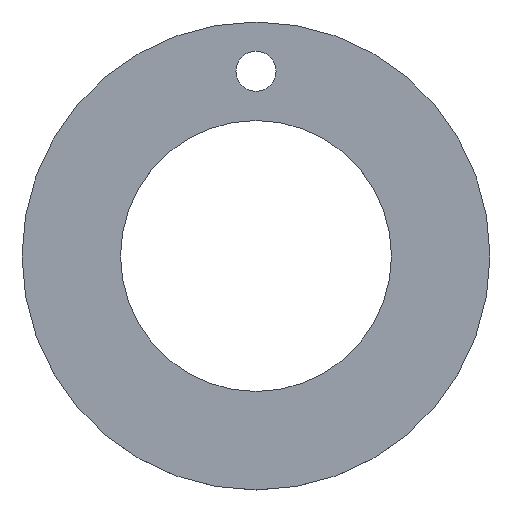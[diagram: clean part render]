
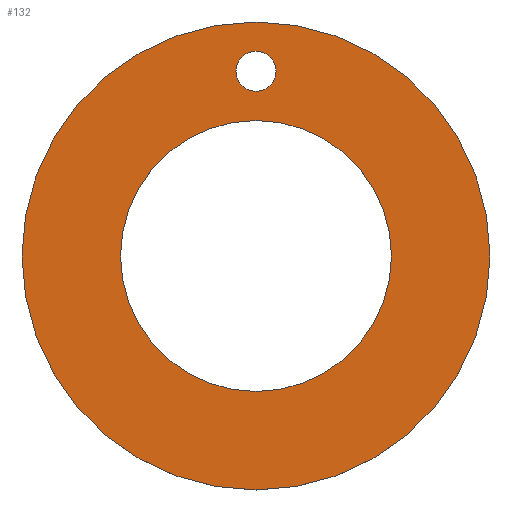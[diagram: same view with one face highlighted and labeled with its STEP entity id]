
A CAD part, top view. The second image highlights one B-rep face of the part: STEP entity #132.
In plain terms, the highlighted planar face has unit normal (0, 0, 1).
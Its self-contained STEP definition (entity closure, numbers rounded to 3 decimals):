
#1=CARTESIAN_POINT('',(0.,0.,0.));
#2=DIRECTION('',(0.,0.,-1.));
#3=DIRECTION('',(-1.,0.,0.));
#4=AXIS2_PLACEMENT_3D('',#1,#2,#3);
#6=CARTESIAN_POINT('',(0.,0.,0.));
#7=DIRECTION('',(0.,0.,-1.));
#8=DIRECTION('',(1.,0.,0.));
#9=AXIS2_PLACEMENT_3D('',#6,#7,#8);
#11=CARTESIAN_POINT('',(0.,0.,0.));
#12=DIRECTION('',(0.,0.,1.));
#13=DIRECTION('',(-1.,0.,0.));
#14=AXIS2_PLACEMENT_3D('',#11,#12,#13);
#16=CARTESIAN_POINT('',(0.,0.,0.));
#17=DIRECTION('',(0.,0.,1.));
#18=DIRECTION('',(1.,0.,0.));
#19=AXIS2_PLACEMENT_3D('',#16,#17,#18);
#21=CARTESIAN_POINT('',(0.,15.,0.));
#22=DIRECTION('',(0.,0.,-1.));
#23=DIRECTION('',(1.,0.,0.));
#24=AXIS2_PLACEMENT_3D('',#21,#22,#23);
#26=CARTESIAN_POINT('',(0.,15.,0.));
#27=DIRECTION('',(0.,0.,-1.));
#28=DIRECTION('',(-1.,0.,0.));
#29=AXIS2_PLACEMENT_3D('',#26,#27,#28);
#85=CARTESIAN_POINT('',(-19.,0.,0.));
#86=CARTESIAN_POINT('',(19.,0.,0.));
#87=VERTEX_POINT('',#85);
#88=VERTEX_POINT('',#86);
#89=CARTESIAN_POINT('',(-11.,0.,0.));
#90=CARTESIAN_POINT('',(11.,0.,0.));
#91=VERTEX_POINT('',#89);
#92=VERTEX_POINT('',#90);
#101=CARTESIAN_POINT('',(1.625,15.,0.));
#102=CARTESIAN_POINT('',(-1.625,15.,0.));
#103=VERTEX_POINT('',#101);
#104=VERTEX_POINT('',#102);
#109=CARTESIAN_POINT('',(0.,0.,0.));
#110=DIRECTION('',(0.,0.,1.));
#111=DIRECTION('',(1.,0.,0.));
#112=AXIS2_PLACEMENT_3D('',#109,#110,#111);
#113=PLANE('',#112);
#115=ORIENTED_EDGE('',*,*,#114,.T.);
#117=ORIENTED_EDGE('',*,*,#116,.T.);
#118=EDGE_LOOP('',(#115,#117));
#119=FACE_OUTER_BOUND('',#118,.F.);
#121=ORIENTED_EDGE('',*,*,#120,.T.);
#123=ORIENTED_EDGE('',*,*,#122,.T.);
#124=EDGE_LOOP('',(#121,#123));
#125=FACE_BOUND('',#124,.F.);
#127=ORIENTED_EDGE('',*,*,#126,.F.);
#129=ORIENTED_EDGE('',*,*,#128,.F.);
#130=EDGE_LOOP('',(#127,#129));
#131=FACE_BOUND('',#130,.F.);
#132=ADVANCED_FACE('',(#119,#125,#131),#113,.T.);
#5=CIRCLE('',#4,19.);
#10=CIRCLE('',#9,19.);
#15=CIRCLE('',#14,11.);
#20=CIRCLE('',#19,11.);
#25=CIRCLE('',#24,1.625);
#30=CIRCLE('',#29,1.625);
#114=EDGE_CURVE('',#87,#88,#5,.T.);
#116=EDGE_CURVE('',#88,#87,#10,.T.);
#120=EDGE_CURVE('',#91,#92,#15,.T.);
#122=EDGE_CURVE('',#92,#91,#20,.T.);
#126=EDGE_CURVE('',#103,#104,#25,.T.);
#128=EDGE_CURVE('',#104,#103,#30,.T.);
